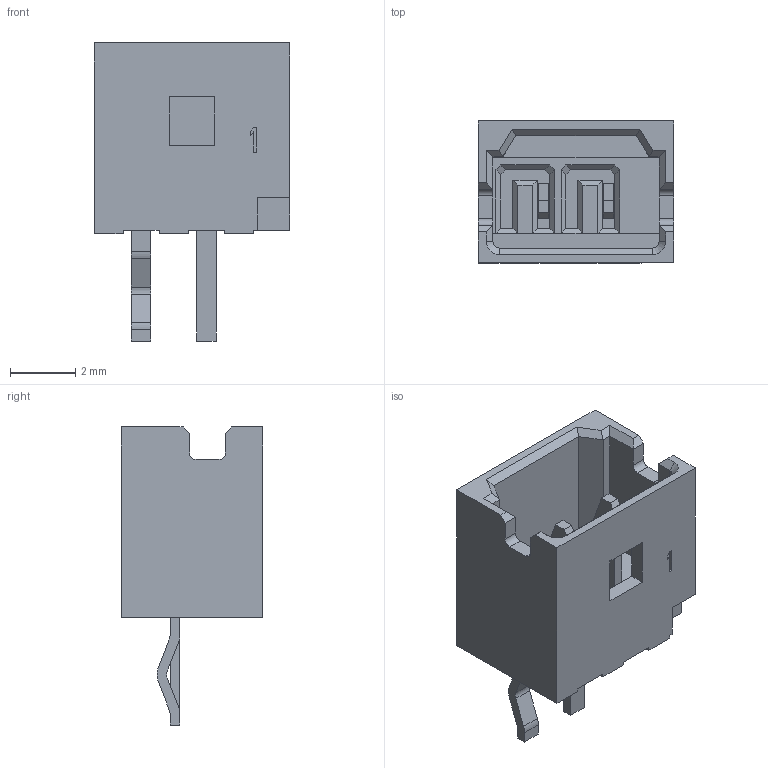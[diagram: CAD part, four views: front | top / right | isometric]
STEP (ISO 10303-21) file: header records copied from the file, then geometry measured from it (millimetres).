
FILE_DESCRIPTION((''),'2;1');
FILE_NAME('530140210','2014-02-27T',('me'),(''),'PRO/ENGINEER BY PARAMETRIC TECHNOLOGY CORPORATION, 2011490','PRO/ENGINEER BY PARAMETRIC TECHNOLOGY CORPORATION, 2011490','');
FILE_SCHEMA(('CONFIG_CONTROL_DESIGN'));
Length unit declared in the file: millimetre
Products named in the file (1): 530140210
Bounding box: 6 x 4.35 x 9.15 mm (x, y, z)
Volume: 78.1 mm3; surface area: 272.2 mm2
Topology: 1 solids, 1 shells, 160 faces, 421 edges, 268 vertices
Faces by surface type: plane 146, cylinder 12, cone 2
Entity records: 4852 total; most frequent: CARTESIAN_POINT 846, ORIENTED_EDGE 834, DIRECTION 773, EDGE_CURVE 417, VECTOR 391, LINE 391, VERTEX_POINT 264, AXIS2_PLACEMENT_3D 191
